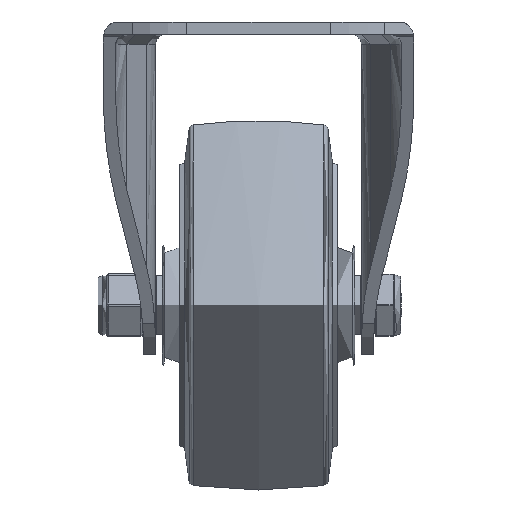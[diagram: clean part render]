
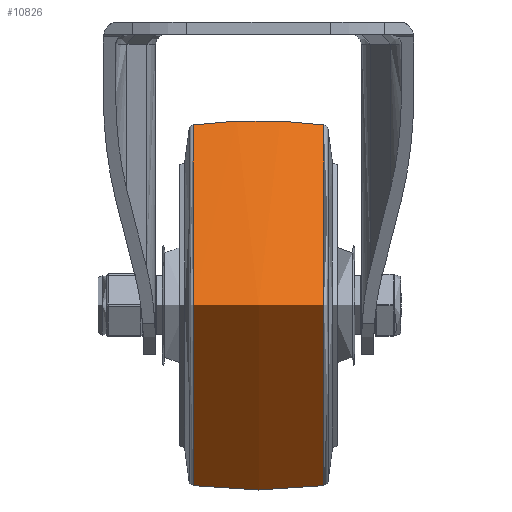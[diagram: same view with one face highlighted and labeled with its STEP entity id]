
A CAD part, left-side view. The second image highlights one B-rep face of the part: STEP entity #10826.
In plain terms, the highlighted free-form (B-spline) face has degree [2, 2] with [3, 9] control points.
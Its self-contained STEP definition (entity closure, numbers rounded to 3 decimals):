
#223=(
BOUNDED_SURFACE()
B_SPLINE_SURFACE(2,2,((#18182,#18183,#18184,#18185,#18186,#18187,#18188,
#18189,#18190),(#18191,#18192,#18193,#18194,#18195,#18196,#18197,#18198,
#18199),(#18200,#18201,#18202,#18203,#18204,#18205,#18206,#18207,#18208)),
 .UNSPECIFIED.,.F.,.T.,.F.)
B_SPLINE_SURFACE_WITH_KNOTS((3,3),(3,2,2,2,3),(-0.135,0.135),
(-3.142,-1.571,0.,1.571,3.142),
 .UNSPECIFIED.)
GEOMETRIC_REPRESENTATION_ITEM()
RATIONAL_B_SPLINE_SURFACE(((1.,0.707,1.,0.707,1.,
0.707,1.,0.707,1.),(0.991,0.701,
0.991,0.701,0.991,0.701,
0.991,0.701,0.991),(1.,0.707,
1.,0.707,1.,0.707,1.,0.707,1.)))
REPRESENTATION_ITEM('')
SURFACE()
);
#910=FACE_OUTER_BOUND('',#1622,.T.);
#1622=EDGE_LOOP('',(#7670,#7671,#7672,#7673));
#3793=CIRCLE('',#11820,36.606);
#3794=CIRCLE('',#11821,98.5);
#3795=CIRCLE('',#11822,36.606);
#4619=VERTEX_POINT('',#18179);
#4620=VERTEX_POINT('',#18209);
#5725=EDGE_CURVE('',#4619,#4619,#3793,.T.);
#5726=EDGE_CURVE('',#4619,#4620,#3794,.T.);
#5727=EDGE_CURVE('',#4620,#4620,#3795,.T.);
#7670=ORIENTED_EDGE('',*,*,#5725,.F.);
#7671=ORIENTED_EDGE('',*,*,#5726,.T.);
#7672=ORIENTED_EDGE('',*,*,#5727,.T.);
#7673=ORIENTED_EDGE('',*,*,#5726,.F.);
#10826=ADVANCED_FACE('',(#910),#223,.F.);
#11820=AXIS2_PLACEMENT_3D('',#18181,#13617,#13618);
#11821=AXIS2_PLACEMENT_3D('',#18210,#13619,#13620);
#11822=AXIS2_PLACEMENT_3D('',#18211,#13621,#13622);
#13617=DIRECTION('center_axis',(0.,-1.,0.));
#13618=DIRECTION('ref_axis',(0.,0.,1.));
#13619=DIRECTION('center_axis',(-1.,0.,0.));
#13620=DIRECTION('ref_axis',(0.,0.,1.));
#13621=DIRECTION('center_axis',(0.,-1.,0.));
#13622=DIRECTION('ref_axis',(0.,0.,1.));
#18179=CARTESIAN_POINT('',(0.,-13.244,36.606));
#18181=CARTESIAN_POINT('Origin',(0.,-13.244,0.));
#18182=CARTESIAN_POINT('Ctrl Pts',(0.,13.244,36.606));
#18183=CARTESIAN_POINT('Ctrl Pts',(-36.606,13.244,36.606));
#18184=CARTESIAN_POINT('Ctrl Pts',(-36.606,13.244,0.));
#18185=CARTESIAN_POINT('Ctrl Pts',(-36.606,13.244,-36.606));
#18186=CARTESIAN_POINT('Ctrl Pts',(0.,13.244,-36.606));
#18187=CARTESIAN_POINT('Ctrl Pts',(36.606,13.244,-36.606));
#18188=CARTESIAN_POINT('Ctrl Pts',(36.606,13.244,0.));
#18189=CARTESIAN_POINT('Ctrl Pts',(36.606,13.244,36.606));
#18190=CARTESIAN_POINT('Ctrl Pts',(0.,13.244,36.606));
#18191=CARTESIAN_POINT('Ctrl Pts',(0.,0.,38.403));
#18192=CARTESIAN_POINT('Ctrl Pts',(-38.403,0.,
38.403));
#18193=CARTESIAN_POINT('Ctrl Pts',(-38.403,0.,
0.));
#18194=CARTESIAN_POINT('Ctrl Pts',(-38.403,0.,
-38.403));
#18195=CARTESIAN_POINT('Ctrl Pts',(0.,0.,-38.403));
#18196=CARTESIAN_POINT('Ctrl Pts',(38.403,0.,
-38.403));
#18197=CARTESIAN_POINT('Ctrl Pts',(38.403,0.,
0.));
#18198=CARTESIAN_POINT('Ctrl Pts',(38.403,0.,
38.403));
#18199=CARTESIAN_POINT('Ctrl Pts',(0.,0.,38.403));
#18200=CARTESIAN_POINT('Ctrl Pts',(0.,-13.244,36.606));
#18201=CARTESIAN_POINT('Ctrl Pts',(-36.606,-13.244,
36.606));
#18202=CARTESIAN_POINT('Ctrl Pts',(-36.606,-13.244,
0.));
#18203=CARTESIAN_POINT('Ctrl Pts',(-36.606,-13.244,
-36.606));
#18204=CARTESIAN_POINT('Ctrl Pts',(0.,-13.244,-36.606));
#18205=CARTESIAN_POINT('Ctrl Pts',(36.606,-13.244,-36.606));
#18206=CARTESIAN_POINT('Ctrl Pts',(36.606,-13.244,0.));
#18207=CARTESIAN_POINT('Ctrl Pts',(36.606,-13.244,36.606));
#18208=CARTESIAN_POINT('Ctrl Pts',(0.,-13.244,36.606));
#18209=CARTESIAN_POINT('',(0.,13.244,36.606));
#18210=CARTESIAN_POINT('Origin',(0.,0.,
-61.));
#18211=CARTESIAN_POINT('Origin',(0.,13.244,0.));
